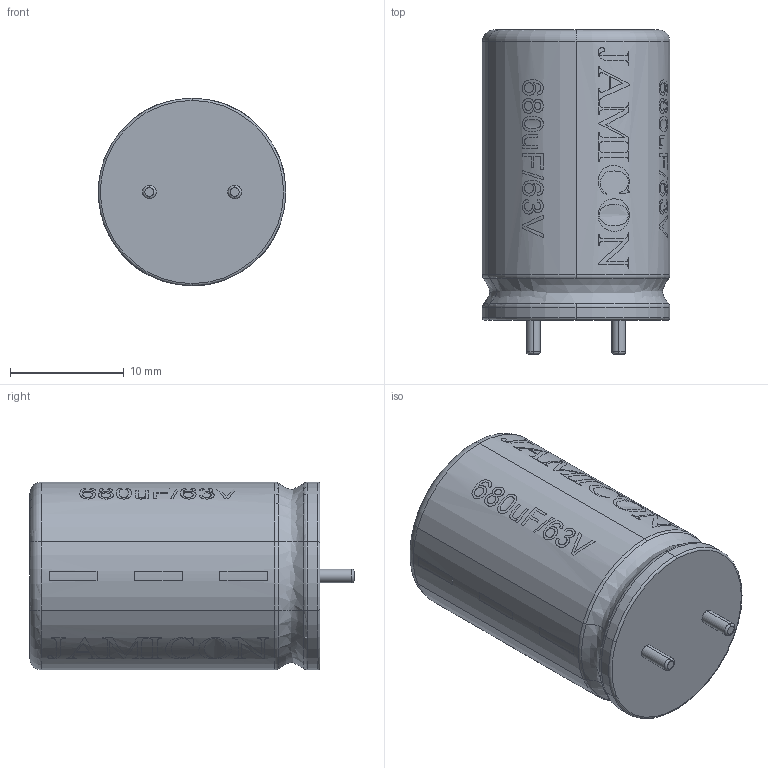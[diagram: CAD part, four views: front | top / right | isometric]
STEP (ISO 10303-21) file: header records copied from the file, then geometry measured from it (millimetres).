
FILE_DESCRIPTION (( 'STEP AP214' ), '1' );
FILE_NAME ('B7C76EFF-2848-4515-B5AF-EF0A97D24DCC.STEP', '2008-06-10T11:12:30', ( 'SysAdmin' ), ( 'SolidWorks' ), 'SwSTEP 2.0', 'SolidWorks 2008', '' );
FILE_SCHEMA (( 'AUTOMOTIVE_DESIGN' ));
Length unit declared in the file: millimetre
Products named in the file (1): B7C76EFF-2848-4515-B5AF-EF0A97D24DCC
Bounding box: 16.51 x 28.5 x 16.5 mm (x, y, z)
Volume: 5391.4 mm3; surface area: 1757.3 mm2
Topology: 1 solids, 1 shells, 136 faces, 958 edges, 898 vertices
Faces by surface type: cylinder 86, plane 27, torus 20, bspline 3
Entity records: 19439 total; most frequent: CARTESIAN_POINT 11756, ORIENTED_EDGE 1916, EDGE_CURVE 958, VERTEX_POINT 898, DIRECTION 896, B_SPLINE_CURVE_WITH_KNOTS 543, AXIS2_PLACEMENT_3D 347, CIRCLE 213
